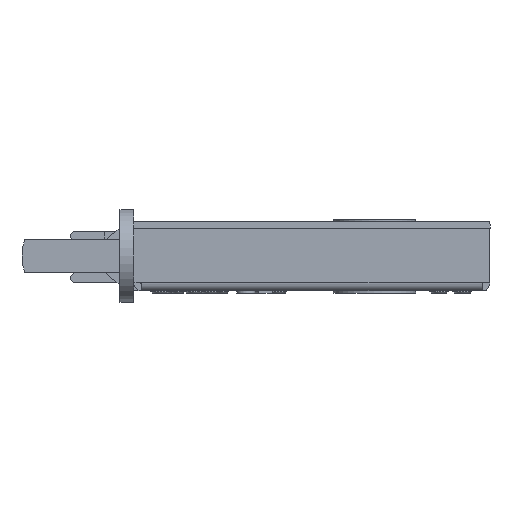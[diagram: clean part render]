
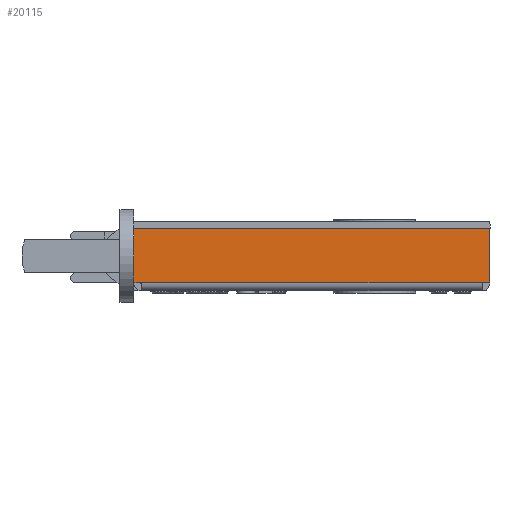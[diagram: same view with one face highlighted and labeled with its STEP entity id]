
A CAD part, front view. The second image highlights one B-rep face of the part: STEP entity #20115.
In plain terms, the highlighted face is planar.
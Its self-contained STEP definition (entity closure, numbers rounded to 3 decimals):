
#271 = FACE_OUTER_BOUND ( 'NONE', #17072, .T. ) ;
#392 = CARTESIAN_POINT ( 'NONE',  ( 168.3, -1.7, 0.2 ) ) ;
#1345 = DIRECTION ( 'NONE',  ( 0., 0., 1. ) ) ;
#1371 = VERTEX_POINT ( 'NONE', #6223 ) ;
#1823 = LINE ( 'NONE', #11901, #6305 ) ;
#2126 = CARTESIAN_POINT ( 'NONE',  ( 168.3, 0., 12. ) ) ;
#2824 = ORIENTED_EDGE ( 'NONE', *, *, #13911, .F. ) ;
#3188 = LINE ( 'NONE', #16239, #13019 ) ;
#4313 = LINE ( 'NONE', #14404, #18866 ) ;
#4659 = VECTOR ( 'NONE', #18812, 1000. ) ;
#5115 = DIRECTION ( 'NONE',  ( 0., 0., 1. ) ) ;
#5235 = DIRECTION ( 'NONE',  ( 0., -1., 0. ) ) ;
#5521 = CARTESIAN_POINT ( 'NONE',  ( 168.3, 73.6, 0.2 ) ) ;
#5771 = VECTOR ( 'NONE', #15570, 1000. ) ;
#6215 = DIRECTION ( 'NONE',  ( 0., -1., 0. ) ) ;
#6223 = CARTESIAN_POINT ( 'NONE',  ( 168.3, 73.6, 0.2 ) ) ;
#6305 = VECTOR ( 'NONE', #22038, 1000. ) ;
#8092 = ORIENTED_EDGE ( 'NONE', *, *, #21933, .F. ) ;
#8255 = CARTESIAN_POINT ( 'NONE',  ( 168.3, 0., 0.2 ) ) ;
#8278 = ORIENTED_EDGE ( 'NONE', *, *, #22688, .F. ) ;
#8360 = CARTESIAN_POINT ( 'NONE',  ( 168.3, 75.3, 0.2 ) ) ;
#8726 = CARTESIAN_POINT ( 'NONE',  ( 168.3, -1.7, 0.2 ) ) ;
#8761 = VERTEX_POINT ( 'NONE', #392 ) ;
#8865 = VERTEX_POINT ( 'NONE', #17207 ) ;
#9290 = VERTEX_POINT ( 'NONE', #8360 ) ;
#9300 = CARTESIAN_POINT ( 'NONE',  ( 168.3, 75.3, 12. ) ) ;
#11901 = CARTESIAN_POINT ( 'NONE',  ( 168.3, 0., 0.2 ) ) ;
#12212 = PLANE ( 'NONE',  #22945 ) ;
#12551 = EDGE_CURVE ( 'NONE', #20402, #16350, #3188, .T. ) ;
#12704 = VECTOR ( 'NONE', #5235, 1000. ) ;
#13019 = VECTOR ( 'NONE', #6215, 1000. ) ;
#13479 = ORIENTED_EDGE ( 'NONE', *, *, #14842, .T. ) ;
#13911 = EDGE_CURVE ( 'NONE', #1371, #8865, #21324, .T. ) ;
#14404 = CARTESIAN_POINT ( 'NONE',  ( 168.3, 75.3, 0.2 ) ) ;
#14842 = EDGE_CURVE ( 'NONE', #1371, #9290, #18611, .T. ) ;
#15176 = DIRECTION ( 'NONE',  ( -1., 0., 0. ) ) ;
#15570 = DIRECTION ( 'NONE',  ( 0., 1., 0. ) ) ;
#16238 = ORIENTED_EDGE ( 'NONE', *, *, #16626, .T. ) ;
#16239 = CARTESIAN_POINT ( 'NONE',  ( 168.3, 0., 12. ) ) ;
#16350 = VERTEX_POINT ( 'NONE', #22287 ) ;
#16626 = EDGE_CURVE ( 'NONE', #9290, #20402, #4313, .T. ) ;
#17072 = EDGE_LOOP ( 'NONE', ( #2824, #13479, #16238, #18729, #8278, #8092 ) ) ;
#17207 = CARTESIAN_POINT ( 'NONE',  ( 168.3, 0., 0.2 ) ) ;
#18611 = LINE ( 'NONE', #5521, #5771 ) ;
#18729 = ORIENTED_EDGE ( 'NONE', *, *, #12551, .T. ) ;
#18812 = DIRECTION ( 'NONE',  ( 0., 0., 1. ) ) ;
#18866 = VECTOR ( 'NONE', #1345, 1000. ) ;
#20115 = ADVANCED_FACE ( 'NONE', ( #271 ), #12212, .F. ) ;
#20402 = VERTEX_POINT ( 'NONE', #9300 ) ;
#21324 = LINE ( 'NONE', #8255, #12704 ) ;
#21806 = LINE ( 'NONE', #8726, #4659 ) ;
#21933 = EDGE_CURVE ( 'NONE', #8865, #8761, #1823, .T. ) ;
#22038 = DIRECTION ( 'NONE',  ( 0., -1., 0. ) ) ;
#22287 = CARTESIAN_POINT ( 'NONE',  ( 168.3, -1.7, 12. ) ) ;
#22688 = EDGE_CURVE ( 'NONE', #8761, #16350, #21806, .T. ) ;
#22945 = AXIS2_PLACEMENT_3D ( 'NONE', #2126, #15176, #5115 ) ;
